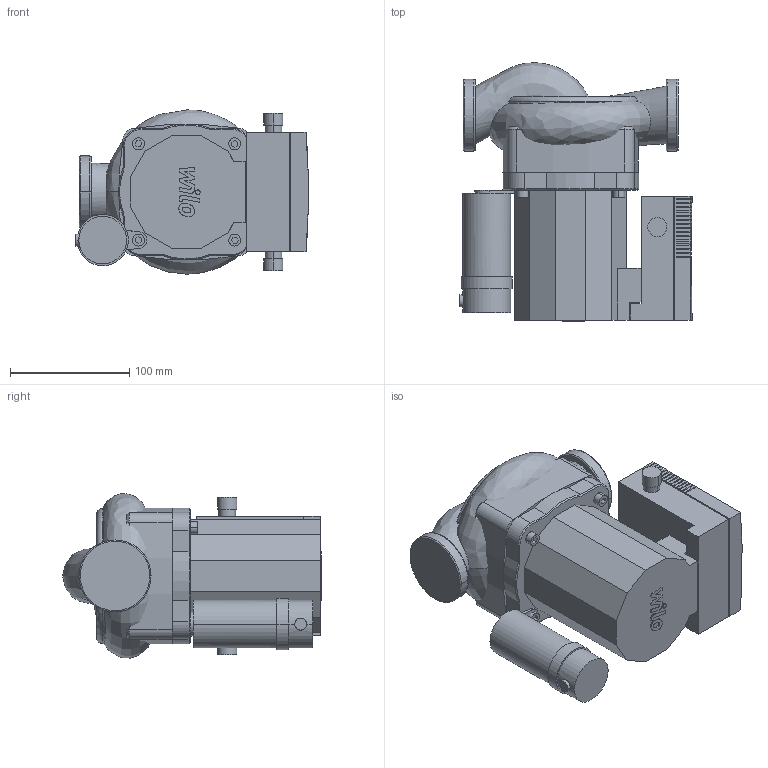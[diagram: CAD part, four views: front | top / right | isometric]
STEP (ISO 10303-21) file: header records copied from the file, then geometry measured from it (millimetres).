
FILE_DESCRIPTION((''),'2;1');
FILE_NAME('3d_TOP-STG30_10EM-2131676.stp','2014-09-03T12:31:19',(''),(''),'Mechanical Desktop 2009','Mechanical Desktop 2009',', , ');
FILE_SCHEMA(('CONFIG_CONTROL_DESIGN'));
Length unit declared in the file: millimetre
Products named in the file (1): Product
Bounding box: 194.58 x 216.54 x 137.6 mm (x, y, z)
Volume: 2809499.2 mm3; surface area: 225353.3 mm2
Topology: 9 solids, 9 shells, 422 faces, 1120 edges, 735 vertices
Faces by surface type: plane 193, bspline 163, cylinder 42, cone 18, torus 6
Full cylindrical faces by diameter (mm): 95.6 x1
Entity records: 17644 total; most frequent: CARTESIAN_POINT 7546, ORIENTED_EDGE 2240, DIRECTION 1751, EDGE_CURVE 1120, VECTOR 843, LINE 843, VERTEX_POINT 735, AXIS2_PLACEMENT_3D 454
